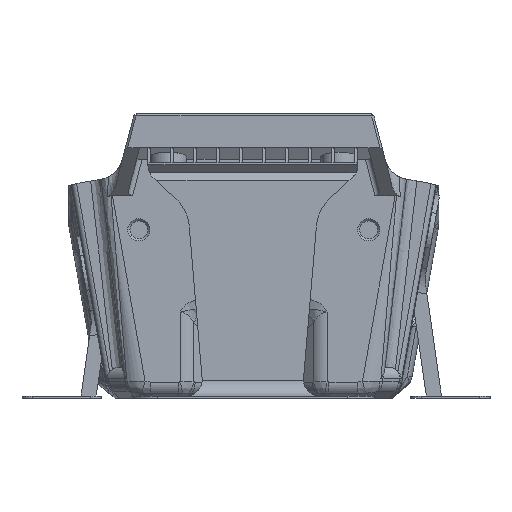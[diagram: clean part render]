
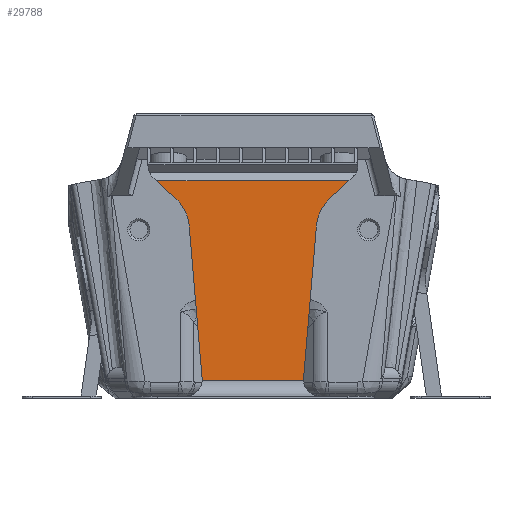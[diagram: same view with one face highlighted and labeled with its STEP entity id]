
A CAD part, front view. The second image highlights one B-rep face of the part: STEP entity #29788.
In plain terms, the highlighted planar face has unit normal (0, -1, 0).
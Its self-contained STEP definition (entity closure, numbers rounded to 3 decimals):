
#871=CIRCLE('',#31686,3.);
#872=CIRCLE('',#31687,3.);
#873=CIRCLE('',#31688,8.);
#874=CIRCLE('',#31689,8.);
#2150=LINE('',#45412,#4756);
#2152=LINE('',#45419,#4758);
#2153=LINE('',#45424,#4759);
#2154=LINE('',#45426,#4760);
#2155=LINE('',#45428,#4761);
#2156=LINE('',#45432,#4762);
#4756=VECTOR('',#34765,1000.);
#4758=VECTOR('',#34771,1000.);
#4759=VECTOR('',#34776,1000.);
#4760=VECTOR('',#34777,1000.);
#4761=VECTOR('',#34778,1000.);
#4762=VECTOR('',#34781,1000.);
#7288=PLANE('',#31685);
#9040=ORIENTED_EDGE('',*,*,#17834,.T.);
#9041=ORIENTED_EDGE('',*,*,#17835,.T.);
#9042=ORIENTED_EDGE('',*,*,#17836,.T.);
#9043=ORIENTED_EDGE('',*,*,#17832,.F.);
#9044=ORIENTED_EDGE('',*,*,#17837,.T.);
#9045=ORIENTED_EDGE('',*,*,#17838,.T.);
#9046=ORIENTED_EDGE('',*,*,#17839,.F.);
#9047=ORIENTED_EDGE('',*,*,#17840,.F.);
#9048=ORIENTED_EDGE('',*,*,#17841,.T.);
#9049=ORIENTED_EDGE('',*,*,#17842,.T.);
#17832=EDGE_CURVE('',#22296,#22297,#2150,.T.);
#17834=EDGE_CURVE('',#22298,#22299,#871,.T.);
#17835=EDGE_CURVE('',#22299,#22300,#2152,.F.);
#17836=EDGE_CURVE('',#22300,#22297,#872,.T.);
#17837=EDGE_CURVE('',#22296,#22301,#873,.T.);
#17838=EDGE_CURVE('',#22301,#22302,#2153,.T.);
#17839=EDGE_CURVE('',#22303,#22302,#2154,.T.);
#17840=EDGE_CURVE('',#22304,#22303,#2155,.T.);
#17841=EDGE_CURVE('',#22304,#22305,#874,.T.);
#17842=EDGE_CURVE('',#22305,#22298,#2156,.T.);
#22296=VERTEX_POINT('',#45411);
#22297=VERTEX_POINT('',#45413);
#22298=VERTEX_POINT('',#45417);
#22299=VERTEX_POINT('',#45418);
#22300=VERTEX_POINT('',#45420);
#22301=VERTEX_POINT('',#45423);
#22302=VERTEX_POINT('',#45425);
#22303=VERTEX_POINT('',#45427);
#22304=VERTEX_POINT('',#45429);
#22305=VERTEX_POINT('',#45431);
#25981=EDGE_LOOP('',(#9040,#9041,#9042,#9043,#9044,#9045,#9046,#9047,#9048,
#9049));
#27857=FACE_BOUND('',#25981,.T.);
#29788=ADVANCED_FACE('',(#27857),#7288,.F.);
#31685=AXIS2_PLACEMENT_3D('',#45415,#34767,#34768);
#31686=AXIS2_PLACEMENT_3D('',#45416,#34769,#34770);
#31687=AXIS2_PLACEMENT_3D('',#45421,#34772,#34773);
#31688=AXIS2_PLACEMENT_3D('',#45422,#34774,#34775);
#31689=AXIS2_PLACEMENT_3D('',#45430,#34779,#34780);
#34765=DIRECTION('',(-0.084,0.,-0.996));
#34767=DIRECTION('',(0.,1.,0.));
#34768=DIRECTION('',(0.,0.,1.));
#34769=DIRECTION('',(0.,1.,0.));
#34770=DIRECTION('',(0.,0.,1.));
#34771=DIRECTION('',(-1.,0.,0.));
#34772=DIRECTION('',(0.,1.,0.));
#34773=DIRECTION('',(0.,0.,1.));
#34774=DIRECTION('',(0.,1.,0.));
#34775=DIRECTION('',(0.,0.,1.));
#34776=DIRECTION('',(0.731,0.,0.682));
#34777=DIRECTION('',(1.,0.,0.));
#34778=DIRECTION('',(-0.731,0.,0.682));
#34779=DIRECTION('',(0.,1.,0.));
#34780=DIRECTION('',(0.,0.,1.));
#34781=DIRECTION('',(0.084,0.,-0.996));
#45411=CARTESIAN_POINT('',(11.856,-32.314,32.579));
#45412=CARTESIAN_POINT('',(36.482,-32.314,324.724));
#45413=CARTESIAN_POINT('',(9.418,-32.314,3.652));
#45415=CARTESIAN_POINT('',(0.,-32.314,327.8));
#45416=CARTESIAN_POINT('',(-12.767,-32.314,3.4));
#45417=CARTESIAN_POINT('',(-9.777,-32.314,3.652));
#45418=CARTESIAN_POINT('',(-9.767,-32.314,3.4));
#45419=CARTESIAN_POINT('',(9.143,-32.314,3.4));
#45420=CARTESIAN_POINT('',(9.407,-32.314,3.4));
#45421=CARTESIAN_POINT('',(12.407,-32.314,3.4));
#45422=CARTESIAN_POINT('',(19.828,-32.314,31.907));
#45423=CARTESIAN_POINT('',(14.372,-32.314,37.757));
#45424=CARTESIAN_POINT('',(16.736,-32.314,39.963));
#45425=CARTESIAN_POINT('',(17.982,-32.314,41.124));
#45426=CARTESIAN_POINT('',(-65.369,-32.314,41.124));
#45427=CARTESIAN_POINT('',(-18.341,-32.314,41.124));
#45428=CARTESIAN_POINT('',(-17.096,-32.314,39.963));
#45429=CARTESIAN_POINT('',(-14.731,-32.314,37.757));
#45430=CARTESIAN_POINT('',(-20.187,-32.314,31.907));
#45431=CARTESIAN_POINT('',(-12.216,-32.314,32.579));
#45432=CARTESIAN_POINT('',(-36.839,-32.314,324.694));
